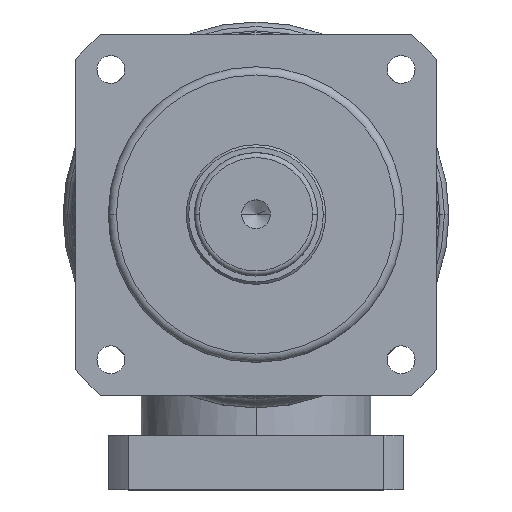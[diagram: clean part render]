
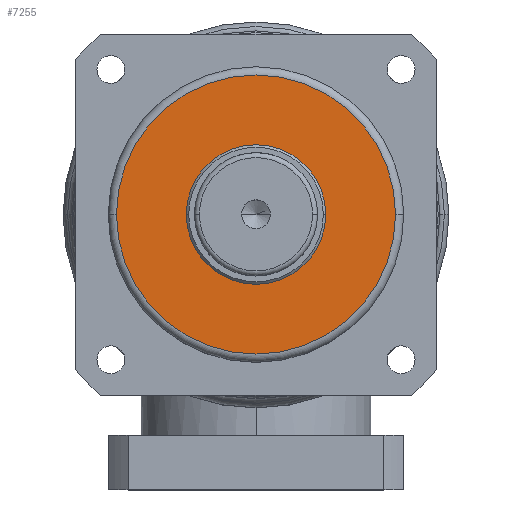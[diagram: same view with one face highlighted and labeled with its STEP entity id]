
A CAD part, top view. The second image highlights one B-rep face of the part: STEP entity #7255.
In plain terms, the highlighted planar face has unit normal (0, 0, 1).
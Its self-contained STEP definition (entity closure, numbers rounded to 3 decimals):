
#250 = EDGE_CURVE ( 'NONE', #13319, #4356, #15766, .T. ) ;
#538 = VERTEX_POINT ( 'NONE', #9057 ) ;
#554 = CIRCLE ( 'NONE', #14028, 85. ) ;
#871 = EDGE_CURVE ( 'NONE', #4356, #13319, #2817, .T. ) ;
#2735 = VERTEX_POINT ( 'NONE', #13095 ) ;
#2782 = CARTESIAN_POINT ( 'NONE',  ( 0., 0., 155. ) ) ;
#2817 = CIRCLE ( 'NONE', #15506, 42.5 ) ;
#2910 = DIRECTION ( 'NONE',  ( 0., 0., 1. ) ) ;
#3128 = DIRECTION ( 'NONE',  ( 0., 0., 1. ) ) ;
#3279 = EDGE_CURVE ( 'NONE', #2735, #538, #554, .T. ) ;
#3996 = DIRECTION ( 'NONE',  ( 1., 0., 0. ) ) ;
#4325 = DIRECTION ( 'NONE',  ( 0., 0., 1. ) ) ;
#4356 = VERTEX_POINT ( 'NONE', #11615 ) ;
#4568 = EDGE_LOOP ( 'NONE', ( #11618, #15542 ) ) ;
#5333 = DIRECTION ( 'NONE',  ( 0., 0., 1. ) ) ;
#5426 = CIRCLE ( 'NONE', #14609, 85. ) ;
#6503 = AXIS2_PLACEMENT_3D ( 'NONE', #15218, #4325, #12811 ) ;
#6698 = PLANE ( 'NONE',  #6503 ) ;
#7255 = ADVANCED_FACE ( 'NONE', ( #7616, #13708 ), #6698, .T. ) ;
#7616 = FACE_OUTER_BOUND ( 'NONE', #4568, .T. ) ;
#8047 = DIRECTION ( 'NONE',  ( 1., 0., 0. ) ) ;
#8473 = AXIS2_PLACEMENT_3D ( 'NONE', #12599, #5333, #13823 ) ;
#8911 = ORIENTED_EDGE ( 'NONE', *, *, #871, .F. ) ;
#9057 = CARTESIAN_POINT ( 'NONE',  ( -85., 0., 155. ) ) ;
#9855 = ORIENTED_EDGE ( 'NONE', *, *, #250, .F. ) ;
#10117 = EDGE_CURVE ( 'NONE', #538, #2735, #5426, .T. ) ;
#10179 = CARTESIAN_POINT ( 'NONE',  ( 0., 0., 155. ) ) ;
#10405 = CARTESIAN_POINT ( 'NONE',  ( 0., 0., 155. ) ) ;
#11272 = DIRECTION ( 'NONE',  ( 0., 0., 1. ) ) ;
#11407 = DIRECTION ( 'NONE',  ( 1., 0., 0. ) ) ;
#11615 = CARTESIAN_POINT ( 'NONE',  ( 42.5, 0., 155. ) ) ;
#11618 = ORIENTED_EDGE ( 'NONE', *, *, #3279, .T. ) ;
#12599 = CARTESIAN_POINT ( 'NONE',  ( 0., 0., 155. ) ) ;
#12811 = DIRECTION ( 'NONE',  ( 1., 0., 0. ) ) ;
#13095 = CARTESIAN_POINT ( 'NONE',  ( 85., 0., 155. ) ) ;
#13319 = VERTEX_POINT ( 'NONE', #14836 ) ;
#13708 = FACE_BOUND ( 'NONE', #14492, .T. ) ;
#13823 = DIRECTION ( 'NONE',  ( 1., 0., 0. ) ) ;
#14028 = AXIS2_PLACEMENT_3D ( 'NONE', #10179, #2910, #11407 ) ;
#14492 = EDGE_LOOP ( 'NONE', ( #9855, #8911 ) ) ;
#14609 = AXIS2_PLACEMENT_3D ( 'NONE', #2782, #11272, #3996 ) ;
#14836 = CARTESIAN_POINT ( 'NONE',  ( -42.5, 0., 155. ) ) ;
#15218 = CARTESIAN_POINT ( 'NONE',  ( 0., 0., 155. ) ) ;
#15506 = AXIS2_PLACEMENT_3D ( 'NONE', #10405, #3128, #8047 ) ;
#15542 = ORIENTED_EDGE ( 'NONE', *, *, #10117, .T. ) ;
#15766 = CIRCLE ( 'NONE', #8473, 42.5 ) ;
